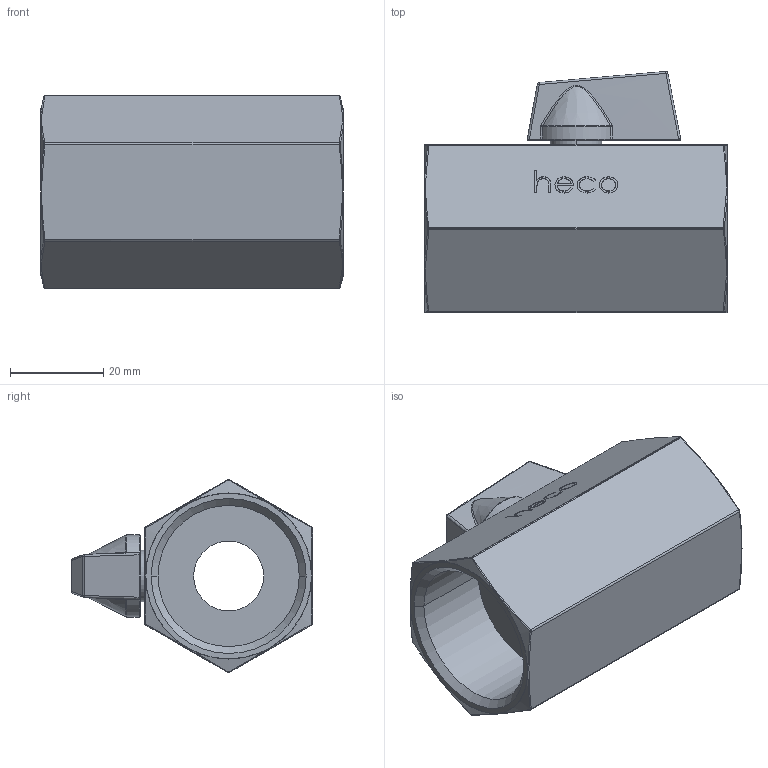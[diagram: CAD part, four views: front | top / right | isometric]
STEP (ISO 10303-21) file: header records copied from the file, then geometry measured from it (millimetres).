
FILE_DESCRIPTION (( 'STEP AP214' ), '1' );
FILE_NAME ('Mini-100-0II-4 heco.STEP', '2016-07-27T15:18:44', ( '' ), ( '' ), 'SwSTEP 2.0', 'SolidWorks 2016', '' );
FILE_SCHEMA (( 'AUTOMOTIVE_DESIGN' ));
Length unit declared in the file: millimetre
Products named in the file (1): Mini-100-0II-4 heco
Bounding box: 65 x 51.73 x 41.41 mm (x, y, z)
Volume: 45868.9 mm3; surface area: 16119.5 mm2
Topology: 1 solids, 1 shells, 338 faces, 846 edges, 542 vertices
Faces by surface type: bspline 151, plane 140, cylinder 22, cone 11, torus 10, sphere 4
Entity records: 20592 total; most frequent: CARTESIAN_POINT 9805, ORIENTED_EDGE 1684, DIRECTION 1026, EDGE_CURVE 842, VERTEX_POINT 540, VECTOR 424, LINE 424, EDGE_LOOP 374
